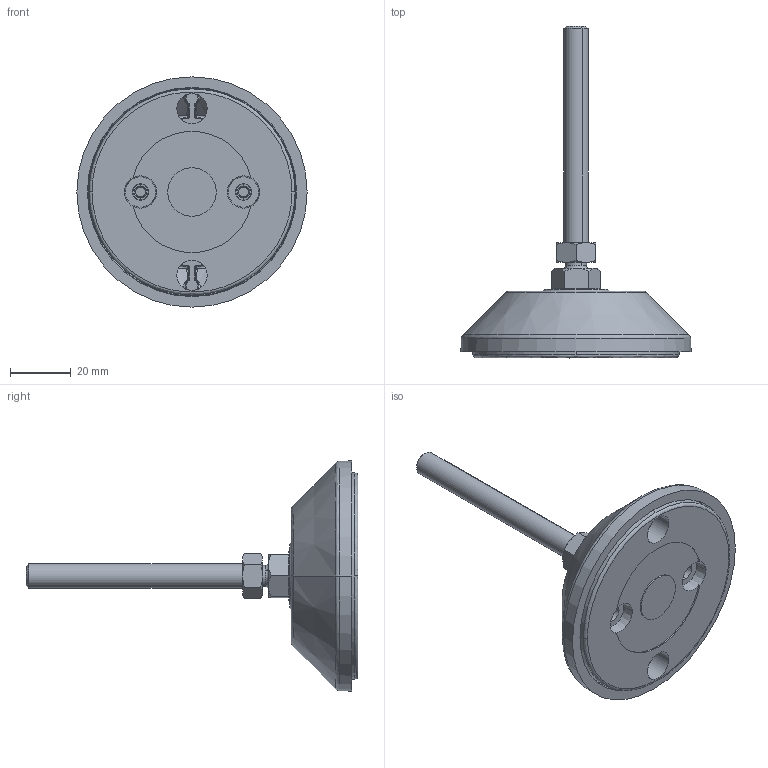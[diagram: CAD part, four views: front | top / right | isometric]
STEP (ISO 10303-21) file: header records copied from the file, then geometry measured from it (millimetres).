
FILE_DESCRIPTION (( 'STEP AP203' ), '1' );
FILE_NAME ('A60.16.80.09 Trapezoid feet 80 - M8 x 80.STEP', '2018-09-28T13:32:26', ( '' ), ( '' ), 'SwSTEP 2.0', 'SolidWorks 2015', '' );
FILE_SCHEMA (( 'CONFIG_CONTROL_DESIGN' ));
Products named in the file (2): A60.16.80.09 Trapezoid feet 80 - M8 x 80
Bounding box: 76 x 109.5 x 76 mm (x, y, z)
Volume: 59758.4 mm3; surface area: 35235.7 mm2
Topology: 5 solids, 5 shells, 1291 faces, 3058 edges, 1768 vertices
Faces by surface type: bspline 844, cone 162, cylinder 157, plane 128
Entity records: 55385 total; most frequent: CARTESIAN_POINT 31599, ORIENTED_EDGE 6068, DIRECTION 3525, EDGE_CURVE 3034, VERTEX_POINT 1768, AXIS2_PLACEMENT_3D 1496, EDGE_LOOP 1320, FACE_OUTER_BOUND 1291
